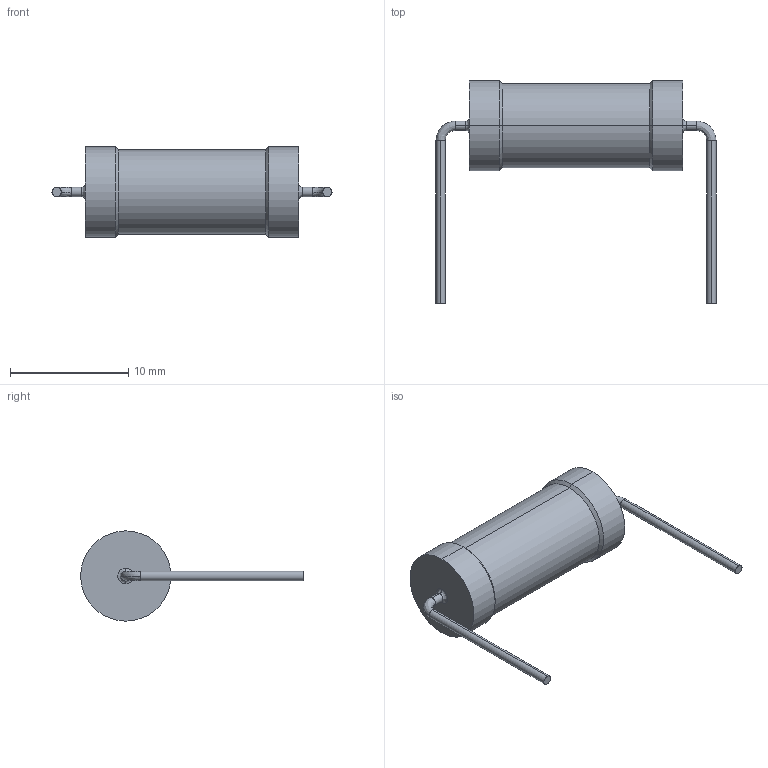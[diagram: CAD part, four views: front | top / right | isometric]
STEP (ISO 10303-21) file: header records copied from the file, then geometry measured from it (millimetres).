
FILE_DESCRIPTION (( 'STEP AP214' ), '1' );
FILE_NAME ('352A97FC-D5AD-42E9-B1C3-2CFE701AEBA4.STEP', '2022-07-20T21:42:20', ( '' ), ( '' ), 'SwSTEP 2.0', 'SolidWorks 2022', '' );
FILE_SCHEMA (( 'AUTOMOTIVE_DESIGN' ));
Length unit declared in the file: inch
Products named in the file (1): 352A97FC-D5AD-42E9-B1C3-2CFE701AEBA4
Bounding box: 23.65 x 18.8 x 7.62 mm (x, y, z)
Volume: 764.3 mm3; surface area: 590.4 mm2
Topology: 1 solids, 1 shells, 30 faces, 66 edges, 40 vertices
Faces by surface type: cylinder 14, bspline 8, cone 4, plane 4
Entity records: 1356 total; most frequent: CARTESIAN_POINT 269, DIRECTION 152, ORIENTED_EDGE 132, AXIS2_PLACEMENT_3D 67, EDGE_CURVE 66, CIRCLE 44, VERTEX_POINT 40, LENGTH_MEASURE_WITH_UNIT 33
